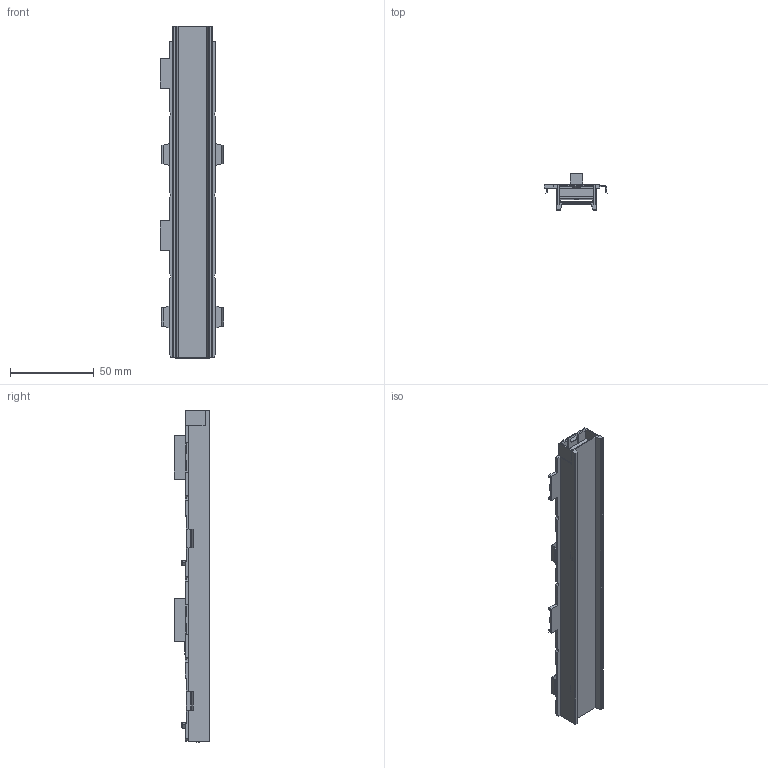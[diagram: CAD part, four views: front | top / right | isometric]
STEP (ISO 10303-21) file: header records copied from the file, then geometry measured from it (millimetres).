
FILE_DESCRIPTION (( 'STEP AP203' ), '1' );
FILE_NAME ('9494_S1-E2.STEP', '2015-03-27T12:54:57', ( '' ), ( '' ), 'SwSTEP 2.0', 'SolidWorks 2015', '' );
FILE_SCHEMA (( 'CONFIG_CONTROL_DESIGN' ));
Length unit declared in the file: millimetre
Products named in the file (1): 9494_S1-E2
Bounding box: 38.15 x 21.49 x 198.3 mm (x, y, z)
Volume: 34074.4 mm3; surface area: 43536.7 mm2
Topology: 1 solids, 5 shells, 797 faces, 2213 edges, 1426 vertices
Faces by surface type: plane 597, cylinder 146, bspline 46, sphere 8
Entity records: 27115 total; most frequent: CARTESIAN_POINT 6752, ORIENTED_EDGE 4410, DIRECTION 3901, EDGE_CURVE 2205, VECTOR 1787, LINE 1787, VERTEX_POINT 1426, AXIS2_PLACEMENT_3D 1057
